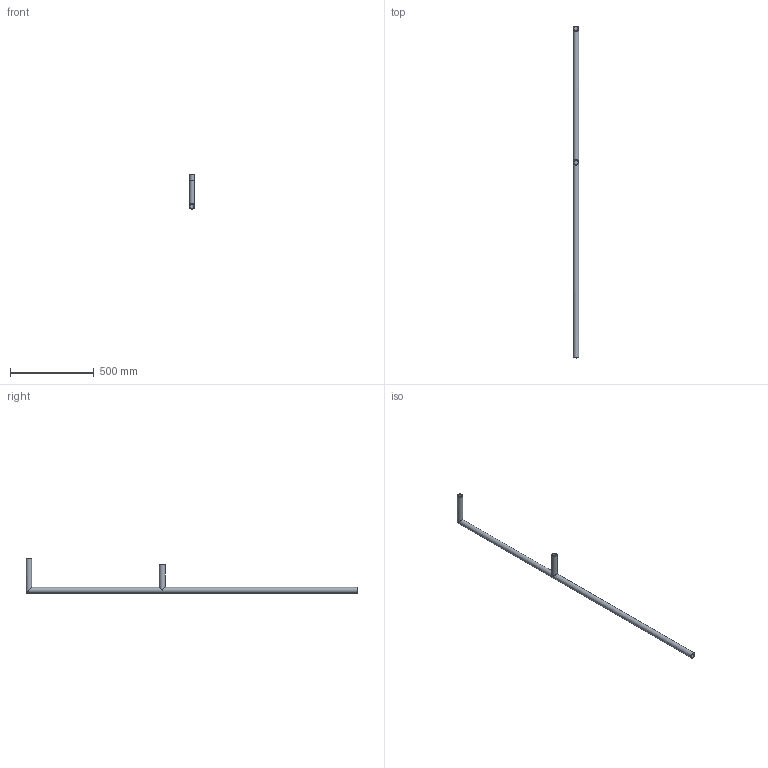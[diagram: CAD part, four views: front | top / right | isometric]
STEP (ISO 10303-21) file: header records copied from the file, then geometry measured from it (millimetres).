
FILE_DESCRIPTION(/* description */ (''),/* implementation_level */ '2;1');
FILE_NAME(/* name */ 'GE-17234-0_ASM_20_ASM.stp',/* time_stamp */ '2017-01-08T13:54:49-05:00',/* author */ ('jeff1'),/* organization */ (''),/* preprocessor_version */ 'ST-DEVELOPER v16.5',/* originating_system */ 'Autodesk Inventor 2017',/* authorisation */ '');
FILE_SCHEMA (('AUTOMOTIVE_DESIGN { 1 0 10303 214 3 1 1 }'));
Length unit declared in the file: inch
Products named in the file (4): GE-17234-0_ASM_20_ASM; GE-17234-1_4; GE-17234-2_4; GE-17234-3_3
Assembly tree (3 placements, depth 2):
  GE-17234-0_ASM_20_ASM
    GE-17234-1_4
    GE-17234-2_4
    GE-17234-3_3
Bounding box: 33.4 x 1981.19 x 203.21 mm (x, y, z)
Volume: 778229.4 mm3; surface area: 431095 mm2
Topology: 3 solids, 3 shells, 12 faces, 22 edges, 16 vertices
Faces by surface type: cylinder 7, plane 5
Full cylindrical faces by diameter (mm): 26.137 x3, 33.401 x3
Entity records: 424 total; most frequent: CARTESIAN_POINT 94, DIRECTION 62, AXIS2_PLACEMENT_3D 31, ORIENTED_EDGE 26, EDGE_LOOP 24, VERTEX_POINT 13, EDGE_CURVE 13, FACE_BOUND 12
